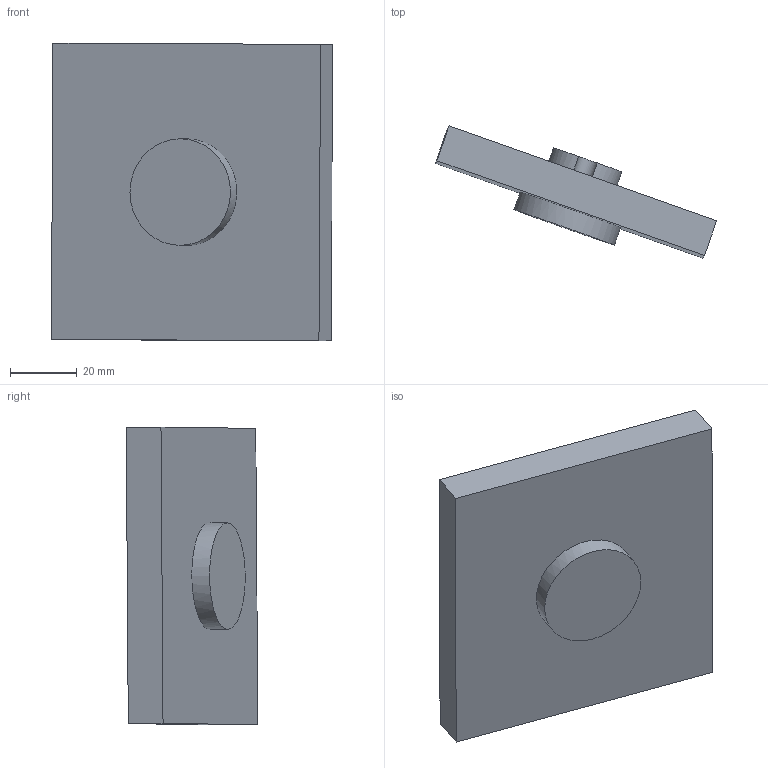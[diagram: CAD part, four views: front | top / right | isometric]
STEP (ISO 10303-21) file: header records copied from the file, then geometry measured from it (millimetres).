
FILE_DESCRIPTION(('Open CASCADE Model'),'2;1');
FILE_NAME('Open CASCADE Shape Model','2025-07-11T14:05:00',('Author'),( 'Open CASCADE'),'Open CASCADE STEP processor 7.8','Open CASCADE 7.8' ,'Unknown');
FILE_SCHEMA(('CONFIG_CONTROL_DESIGN'));
Length unit declared in the file: millimetre
Products named in the file (1): Product 2
Bounding box: 84.36 x 39.46 x 89.26 mm (x, y, z)
Volume: 89575.3 mm3; surface area: 20022.5 mm2
Topology: 1 solids, 1 shells, 12 faces, 25 edges, 17 vertices
Faces by surface type: plane 9, cylinder 3
Full cylindrical faces by diameter (mm): 5.974 x1, 31.966 x1
Entity records: 738 total; most frequent: CARTESIAN_POINT 206, DIRECTION 98, ORIENTED_EDGE 50, PCURVE 50, DEFINITIONAL_REPRESENTATION 50, LINE 45, VECTOR 45, EDGE_CURVE 25
